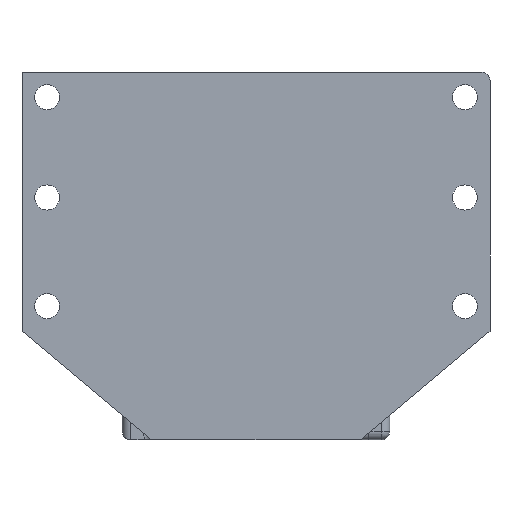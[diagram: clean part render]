
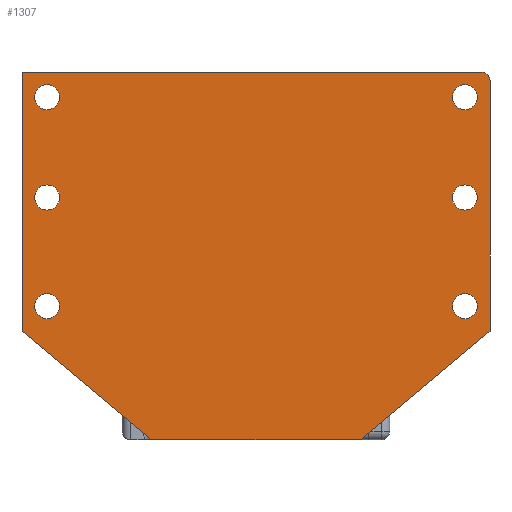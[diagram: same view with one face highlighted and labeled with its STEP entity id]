
A CAD part, front view. The second image highlights one B-rep face of the part: STEP entity #1307.
In plain terms, the highlighted planar face has unit normal (0, -1, 0).
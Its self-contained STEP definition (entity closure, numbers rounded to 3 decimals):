
#15=FACE_BOUND('',#206,.T.);
#16=FACE_BOUND('',#207,.T.);
#17=FACE_BOUND('',#208,.T.);
#18=FACE_BOUND('',#209,.T.);
#19=FACE_BOUND('',#210,.T.);
#20=FACE_BOUND('',#211,.T.);
#49=PLANE('',#1477);
#131=FACE_OUTER_BOUND('',#205,.T.);
#205=EDGE_LOOP('',(#1127,#1128,#1129,#1130,#1131,#1132,#1133));
#206=EDGE_LOOP('',(#1134));
#207=EDGE_LOOP('',(#1135));
#208=EDGE_LOOP('',(#1136));
#209=EDGE_LOOP('',(#1137));
#210=EDGE_LOOP('',(#1138));
#211=EDGE_LOOP('',(#1139));
#268=LINE('',#2100,#376);
#312=LINE('',#2257,#420);
#322=LINE('',#2284,#430);
#328=LINE('',#2297,#436);
#329=LINE('',#2299,#437);
#330=LINE('',#2301,#438);
#376=VECTOR('',#1642,10.);
#420=VECTOR('',#1816,10.);
#430=VECTOR('',#1850,10.);
#436=VECTOR('',#1866,10.);
#437=VECTOR('',#1867,10.);
#438=VECTOR('',#1870,10.);
#448=CIRCLE('',#1343,3.);
#450=CIRCLE('',#1346,3.);
#452=CIRCLE('',#1349,3.);
#454=CIRCLE('',#1352,3.);
#456=CIRCLE('',#1355,3.);
#458=CIRCLE('',#1358,3.);
#521=CIRCLE('',#1478,2.);
#524=VERTEX_POINT('',#1911);
#526=VERTEX_POINT('',#1917);
#528=VERTEX_POINT('',#1923);
#530=VERTEX_POINT('',#1929);
#532=VERTEX_POINT('',#1935);
#534=VERTEX_POINT('',#1941);
#581=VERTEX_POINT('',#2097);
#582=VERTEX_POINT('',#2099);
#629=VERTEX_POINT('',#2254);
#630=VERTEX_POINT('',#2256);
#635=VERTEX_POINT('',#2283);
#637=VERTEX_POINT('',#2296);
#638=VERTEX_POINT('',#2298);
#643=EDGE_CURVE('',#524,#524,#448,.T.);
#646=EDGE_CURVE('',#526,#526,#450,.T.);
#649=EDGE_CURVE('',#528,#528,#452,.T.);
#652=EDGE_CURVE('',#530,#530,#454,.T.);
#655=EDGE_CURVE('',#532,#532,#456,.T.);
#658=EDGE_CURVE('',#534,#534,#458,.T.);
#717=EDGE_CURVE('',#582,#581,#268,.T.);
#798=EDGE_CURVE('',#630,#629,#312,.T.);
#812=EDGE_CURVE('',#635,#582,#322,.T.);
#818=EDGE_CURVE('',#581,#637,#328,.T.);
#819=EDGE_CURVE('',#637,#638,#329,.T.);
#820=EDGE_CURVE('',#630,#638,#521,.T.);
#821=EDGE_CURVE('',#635,#629,#330,.T.);
#1127=ORIENTED_EDGE('',*,*,#812,.T.);
#1128=ORIENTED_EDGE('',*,*,#717,.T.);
#1129=ORIENTED_EDGE('',*,*,#818,.T.);
#1130=ORIENTED_EDGE('',*,*,#819,.T.);
#1131=ORIENTED_EDGE('',*,*,#820,.F.);
#1132=ORIENTED_EDGE('',*,*,#798,.T.);
#1133=ORIENTED_EDGE('',*,*,#821,.F.);
#1134=ORIENTED_EDGE('',*,*,#643,.T.);
#1135=ORIENTED_EDGE('',*,*,#646,.T.);
#1136=ORIENTED_EDGE('',*,*,#649,.T.);
#1137=ORIENTED_EDGE('',*,*,#652,.T.);
#1138=ORIENTED_EDGE('',*,*,#655,.T.);
#1139=ORIENTED_EDGE('',*,*,#658,.T.);
#1307=ADVANCED_FACE('',(#131,#15,#16,#17,#18,#19,#20),#49,.T.);
#1343=AXIS2_PLACEMENT_3D('',#1913,#1500,#1501);
#1346=AXIS2_PLACEMENT_3D('',#1919,#1507,#1508);
#1349=AXIS2_PLACEMENT_3D('',#1925,#1514,#1515);
#1352=AXIS2_PLACEMENT_3D('',#1931,#1521,#1522);
#1355=AXIS2_PLACEMENT_3D('',#1937,#1528,#1529);
#1358=AXIS2_PLACEMENT_3D('',#1943,#1535,#1536);
#1477=AXIS2_PLACEMENT_3D('',#2295,#1864,#1865);
#1478=AXIS2_PLACEMENT_3D('',#2300,#1868,#1869);
#1500=DIRECTION('center_axis',(0.,1.,0.));
#1501=DIRECTION('ref_axis',(-1.,0.,0.));
#1507=DIRECTION('center_axis',(0.,1.,0.));
#1508=DIRECTION('ref_axis',(-1.,0.,0.));
#1514=DIRECTION('center_axis',(0.,1.,0.));
#1515=DIRECTION('ref_axis',(-1.,0.,0.));
#1521=DIRECTION('center_axis',(0.,1.,0.));
#1522=DIRECTION('ref_axis',(-1.,0.,0.));
#1528=DIRECTION('center_axis',(0.,1.,0.));
#1529=DIRECTION('ref_axis',(-1.,0.,0.));
#1535=DIRECTION('center_axis',(0.,1.,0.));
#1536=DIRECTION('ref_axis',(-1.,0.,0.));
#1642=DIRECTION('',(1.,0.,0.));
#1816=DIRECTION('',(-1.,0.,0.));
#1850=DIRECTION('',(0.766,0.,-0.643));
#1864=DIRECTION('center_axis',(0.,-1.,0.));
#1865=DIRECTION('ref_axis',(1.,0.,0.));
#1866=DIRECTION('',(0.766,0.,0.643));
#1867=DIRECTION('',(0.,0.,1.));
#1868=DIRECTION('center_axis',(0.,1.,0.));
#1869=DIRECTION('ref_axis',(0.707,0.,0.707));
#1870=DIRECTION('',(0.,0.,1.));
#1911=CARTESIAN_POINT('',(53.,0.,58.));
#1913=CARTESIAN_POINT('Origin',(50.,0.,58.));
#1917=CARTESIAN_POINT('',(-47.,0.,32.));
#1919=CARTESIAN_POINT('Origin',(-50.,0.,32.));
#1923=CARTESIAN_POINT('',(-47.,0.,82.));
#1925=CARTESIAN_POINT('Origin',(-50.,0.,82.));
#1929=CARTESIAN_POINT('',(-47.,0.,58.));
#1931=CARTESIAN_POINT('Origin',(-50.,0.,58.));
#1935=CARTESIAN_POINT('',(53.,0.,82.));
#1937=CARTESIAN_POINT('Origin',(50.,0.,82.));
#1941=CARTESIAN_POINT('',(53.,0.,32.));
#1943=CARTESIAN_POINT('Origin',(50.,0.,32.));
#2097=CARTESIAN_POINT('',(25.,0.,0.));
#2099=CARTESIAN_POINT('',(-25.,0.,0.));
#2100=CARTESIAN_POINT('',(-56.,0.,0.));
#2254=CARTESIAN_POINT('',(-56.,0.,88.));
#2256=CARTESIAN_POINT('',(54.,0.,88.));
#2257=CARTESIAN_POINT('',(-56.,0.,88.));
#2283=CARTESIAN_POINT('',(-56.,0.,26.));
#2284=CARTESIAN_POINT('',(-33.162,0.,6.845));
#2295=CARTESIAN_POINT('Origin',(0.,0.,0.));
#2296=CARTESIAN_POINT('',(56.,0.,26.));
#2297=CARTESIAN_POINT('',(33.162,0.,6.845));
#2298=CARTESIAN_POINT('',(56.,0.,86.));
#2299=CARTESIAN_POINT('',(56.,0.,0.));
#2300=CARTESIAN_POINT('Origin',(54.,0.,86.));
#2301=CARTESIAN_POINT('',(-56.,0.,0.));
